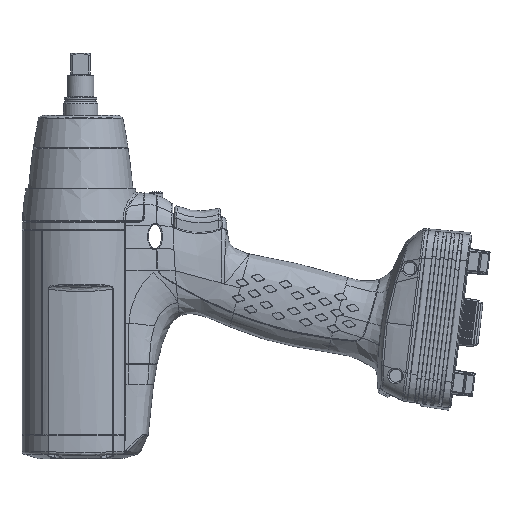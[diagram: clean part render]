
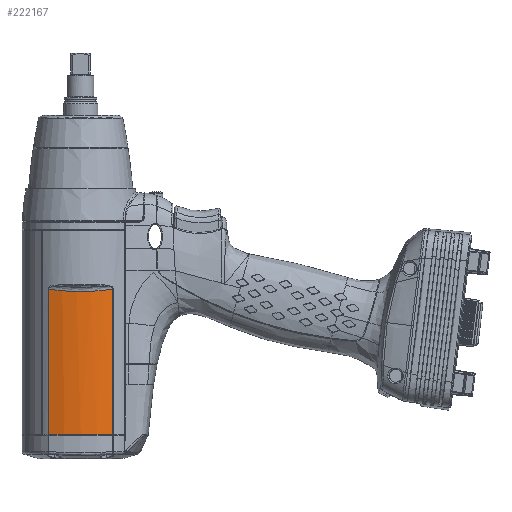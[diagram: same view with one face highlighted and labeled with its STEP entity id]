
A CAD part, left-side view. The second image highlights one B-rep face of the part: STEP entity #222167.
In plain terms, the highlighted cylindrical face has radius 46.906 mm (diameter 93.812 mm), a partial arc.
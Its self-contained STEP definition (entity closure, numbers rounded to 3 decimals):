
#49472=DIRECTION('',(0.,0.,-1.));
#49473=VECTOR('',#49472,72.087);
#49474=CARTESIAN_POINT('',(-24.228,15.886,
37.479));
#49475=LINE('',#49474,#49473);
#49476=CARTESIAN_POINT('',(-24.228,15.886,
37.479));
#49477=CARTESIAN_POINT('',(-24.477,15.193,
37.369));
#49478=CARTESIAN_POINT('',(-25.447,12.284,
36.942));
#49479=CARTESIAN_POINT('',(-26.65,7.006,
36.412));
#49480=CARTESIAN_POINT('',(-27.174,0.002,
36.181));
#49481=CARTESIAN_POINT('',(-26.651,-7.003,
36.411));
#49482=CARTESIAN_POINT('',(-25.448,-12.282,
36.941));
#49483=CARTESIAN_POINT('',(-24.478,-15.192,
37.369));
#49484=CARTESIAN_POINT('',(-24.228,-15.886,
37.479));
#49486=DIRECTION('',(0.,0.,1.));
#49487=VECTOR('',#49486,72.087);
#49488=CARTESIAN_POINT('',(-24.228,-15.886,
-34.608));
#49489=LINE('',#49488,#49487);
#49490=CARTESIAN_POINT('',(19.906,0.,-34.608));
#49491=DIRECTION('',(0.,0.,-1.));
#49492=DIRECTION('',(-0.941,-0.339,
0.));
#49493=AXIS2_PLACEMENT_3D('',#49490,#49491,#49492);
#49513=CARTESIAN_POINT('',(-24.228,-15.886,
37.479));
#68744=CARTESIAN_POINT('',(-24.228,15.886,
37.479));
#68745=CARTESIAN_POINT('',(-24.228,15.886,
-34.608));
#68746=VERTEX_POINT('',#68744);
#68747=VERTEX_POINT('',#68745);
#68753=VERTEX_POINT('',#49513);
#68754=CARTESIAN_POINT('',(-24.228,-15.886,
-34.608));
#68755=VERTEX_POINT('',#68754);
#222154=CARTESIAN_POINT('',(19.906,0.,-56.35));
#222155=DIRECTION('',(0.,0.,-1.));
#222156=DIRECTION('',(-1.,0.,0.));
#222157=AXIS2_PLACEMENT_3D('',#222154,#222155,#222156);
#222158=CYLINDRICAL_SURFACE('',#222157,46.906);
#222159=ORIENTED_EDGE('',*,*,#221809,.F.);
#222161=ORIENTED_EDGE('',*,*,#222160,.T.);
#222162=ORIENTED_EDGE('',*,*,#222132,.F.);
#222164=ORIENTED_EDGE('',*,*,#222163,.T.);
#222165=EDGE_LOOP('',(#222159,#222161,#222162,#222164));
#222166=FACE_OUTER_BOUND('',#222165,.F.);
#49485=B_SPLINE_CURVE_WITH_KNOTS('',3,(#49476,#49477,#49478,#49479,#49480,
#49481,#49482,#49483,#49484),.UNSPECIFIED.,.F.,.F.,(4,1,1,1,1,1,4),(0.,
0.069,0.285,0.5,0.715,
0.931,1.),.UNSPECIFIED.);
#49494=CIRCLE('',#49493,46.906);
#221809=EDGE_CURVE('',#68746,#68747,#49475,.T.);
#222132=EDGE_CURVE('',#68755,#68753,#49489,.T.);
#222160=EDGE_CURVE('',#68746,#68753,#49485,.T.);
#222163=EDGE_CURVE('',#68755,#68747,#49494,.T.);
#222167=ADVANCED_FACE('',(#222166),#222158,.T.);
